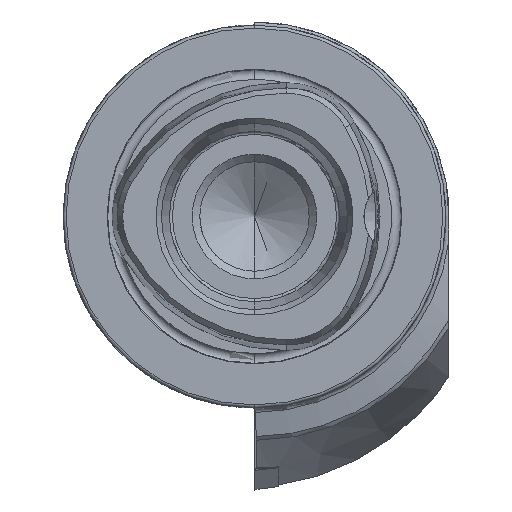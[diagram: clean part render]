
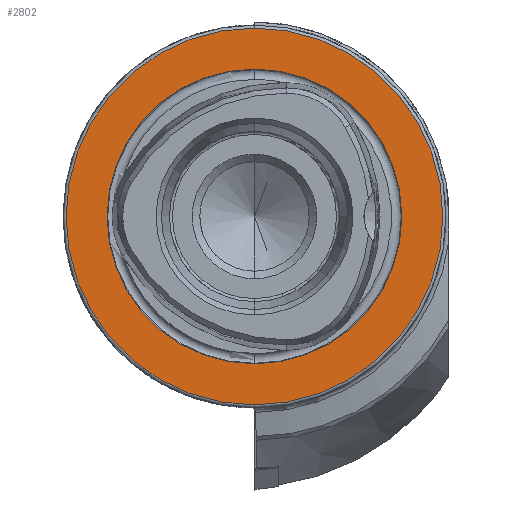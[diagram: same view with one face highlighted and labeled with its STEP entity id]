
A CAD part, left-side view. The second image highlights one B-rep face of the part: STEP entity #2802.
In plain terms, the highlighted planar face has unit normal (-1, 0, 0).
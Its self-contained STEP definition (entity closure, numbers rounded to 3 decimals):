
#540 = FACE_OUTER_BOUND ( 'NONE', #8340, .T. ) ;
#542 = FACE_BOUND ( 'NONE', #8350, .T. ) ;
#690 = VERTEX_POINT ( 'NONE', #1018 ) ;
#1018 = CARTESIAN_POINT ( 'NONE',  ( 0., 0., -24.25 ) ) ;
#1615 = CIRCLE ( 'NONE', #6703, 24.25 ) ;
#1621 = CIRCLE ( 'NONE', #6702, 31. ) ;
#2026 = EDGE_CURVE ( 'NONE', #5700, #5699, #1621, .T. ) ;
#2027 = EDGE_CURVE ( 'NONE', #4056, #690, #1615, .T. ) ;
#2802 = ADVANCED_FACE ( 'NONE', ( #542, #540 ), #6425, .F. ) ;
#3196 = CARTESIAN_POINT ( 'NONE',  ( 0., 0., 24.25 ) ) ;
#3711 = CARTESIAN_POINT ( 'NONE',  ( 0., 0., 31. ) ) ;
#3712 = CARTESIAN_POINT ( 'NONE',  ( 0., 0., -31. ) ) ;
#4056 = VERTEX_POINT ( 'NONE', #3196 ) ;
#4415 = ORIENTED_EDGE ( 'NONE', *, *, #2027, .F. ) ;
#4416 = ORIENTED_EDGE ( 'NONE', *, *, #8684, .F. ) ;
#4417 = ORIENTED_EDGE ( 'NONE', *, *, #8688, .T. ) ;
#4418 = ORIENTED_EDGE ( 'NONE', *, *, #2026, .T. ) ;
#5180 = CARTESIAN_POINT ( 'NONE',  ( 0., 0., 0. ) ) ;
#5181 = DIRECTION ( 'NONE',  ( -1., 0., 0. ) ) ;
#5182 = DIRECTION ( 'NONE',  ( 0., 0., 1. ) ) ;
#5189 = CARTESIAN_POINT ( 'NONE',  ( 0., 0., 0. ) ) ;
#5190 = DIRECTION ( 'NONE',  ( -1., 0., 0. ) ) ;
#5191 = DIRECTION ( 'NONE',  ( 0., 0., 1. ) ) ;
#5511 = CIRCLE ( 'NONE', #5609, 24.25 ) ;
#5523 = CIRCLE ( 'NONE', #5612, 31. ) ;
#5609 = AXIS2_PLACEMENT_3D ( 'NONE', #5180, #5181, #5182 ) ;
#5612 = AXIS2_PLACEMENT_3D ( 'NONE', #5189, #5190, #5191 ) ;
#5699 = VERTEX_POINT ( 'NONE', #3711 ) ;
#5700 = VERTEX_POINT ( 'NONE', #3712 ) ;
#6419 = CARTESIAN_POINT ( 'NONE',  ( 0., 24.25, 0. ) ) ;
#6425 = PLANE ( 'NONE',  #8541 ) ;
#6427 = DIRECTION ( 'NONE',  ( 1., 0., 0. ) ) ;
#6428 = DIRECTION ( 'NONE',  ( 0., 0., -1. ) ) ;
#6702 = AXIS2_PLACEMENT_3D ( 'NONE', #7328, #7329, #7330 ) ;
#6703 = AXIS2_PLACEMENT_3D ( 'NONE', #7331, #7332, #7333 ) ;
#7328 = CARTESIAN_POINT ( 'NONE',  ( 0., 0., 0. ) ) ;
#7329 = DIRECTION ( 'NONE',  ( -1., 0., 0. ) ) ;
#7330 = DIRECTION ( 'NONE',  ( 0., 0., 1. ) ) ;
#7331 = CARTESIAN_POINT ( 'NONE',  ( 0., 0., 0. ) ) ;
#7332 = DIRECTION ( 'NONE',  ( -1., 0., 0. ) ) ;
#7333 = DIRECTION ( 'NONE',  ( 0., 0., 1. ) ) ;
#8340 = EDGE_LOOP ( 'NONE', ( #4417, #4418 ) ) ;
#8350 = EDGE_LOOP ( 'NONE', ( #4415, #4416 ) ) ;
#8541 = AXIS2_PLACEMENT_3D ( 'NONE', #6419, #6427, #6428 ) ;
#8684 = EDGE_CURVE ( 'NONE', #690, #4056, #5511, .T. ) ;
#8688 = EDGE_CURVE ( 'NONE', #5699, #5700, #5523, .T. ) ;
